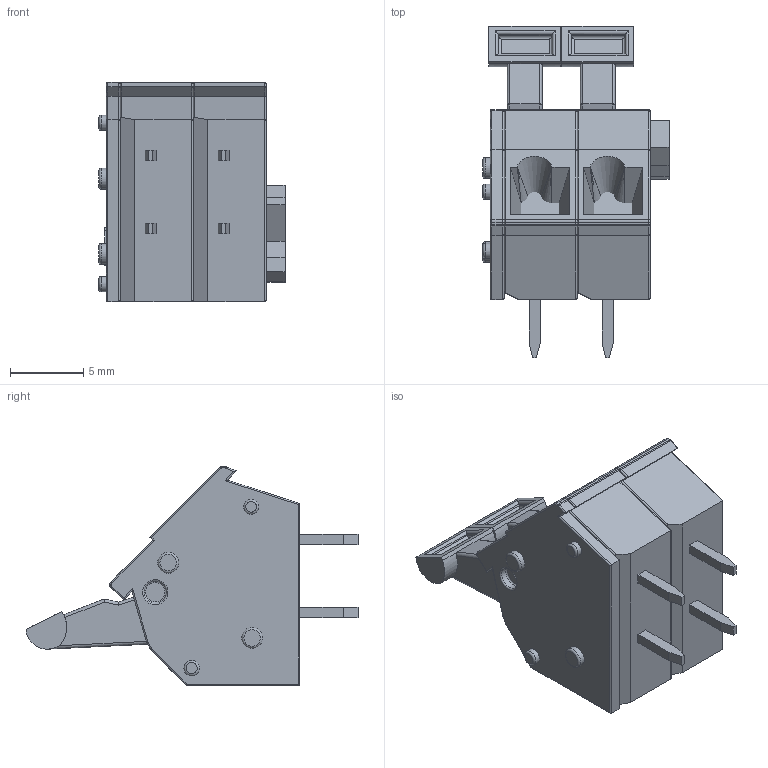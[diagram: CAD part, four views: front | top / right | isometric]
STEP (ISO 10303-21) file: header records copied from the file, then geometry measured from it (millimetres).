
FILE_DESCRIPTION(/* description */ (''),/* implementation_level */ '2;1');
FILE_NAME(/* name */ 'DG243-5-2.stp',/* time_stamp */ '2018-09-18T14:00:24+03:00',/* author */ ('shawn'),/* organization */ (''),/* preprocessor_version */ 'ST-DEVELOPER v17.2',/* originating_system */ 'Autodesk Inventor 2019',/* authorisation */ '');
FILE_SCHEMA (('AUTOMOTIVE_DESIGN { 1 0 10303 214 3 1 1 }'));
Length unit declared in the file: millimetre
Products named in the file (1): DG243-5.0
Bounding box: 12.75 x 22.73 x 15 mm (x, y, z)
Volume: 1541.9 mm3; surface area: 1838 mm2
Topology: 10 solids, 12 shells, 431 faces, 1041 edges, 641 vertices
Faces by surface type: plane 237, cylinder 158, torus 30, cone 6
Full cylindrical faces by diameter (mm): 1.036 x1, 1.062 x1, 1.42 x1, 1.431 x1, 1.51 x1, 1.522 x1
Entity records: 12436 total; most frequent: DIRECTION 2171, CARTESIAN_POINT 2166, ORIENTED_EDGE 2074, EDGE_CURVE 1037, LINE 751, VECTOR 751, AXIS2_PLACEMENT_3D 710, VERTEX_POINT 641
